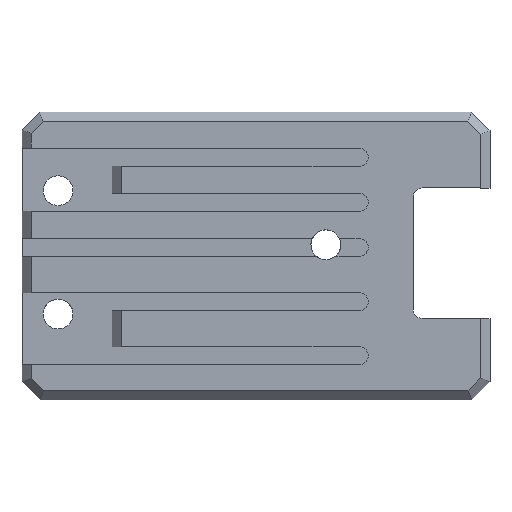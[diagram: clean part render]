
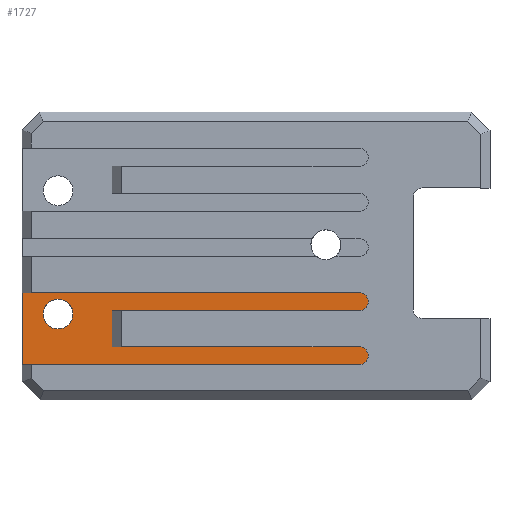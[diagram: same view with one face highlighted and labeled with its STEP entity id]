
A CAD part, top view. The second image highlights one B-rep face of the part: STEP entity #1727.
In plain terms, the highlighted planar face has unit normal (0, 0, 1).
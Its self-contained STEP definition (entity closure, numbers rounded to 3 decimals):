
#25 = DIRECTION ( 'NONE',  ( -1., 0., 0. ) ) ;
#39 = AXIS2_PLACEMENT_3D ( 'NONE', #2018, #3736, #2034 ) ;
#61 = ORIENTED_EDGE ( 'NONE', *, *, #1681, .T. ) ;
#135 = EDGE_CURVE ( 'NONE', #1900, #145, #2066, .T. ) ;
#145 = VERTEX_POINT ( 'NONE', #3190 ) ;
#189 = VECTOR ( 'NONE', #439, 1000. ) ;
#216 = CARTESIAN_POINT ( 'NONE',  ( -3.4, 26.475, 5. ) ) ;
#238 = DIRECTION ( 'NONE',  ( 1., 0., 0. ) ) ;
#239 = DIRECTION ( 'NONE',  ( 0., -1., 0. ) ) ;
#286 = VECTOR ( 'NONE', #239, 1000. ) ;
#318 = CARTESIAN_POINT ( 'NONE',  ( -1.05, 6.05, 5. ) ) ;
#321 = VERTEX_POINT ( 'NONE', #1536 ) ;
#355 = EDGE_CURVE ( 'NONE', #145, #2189, #1887, .T. ) ;
#382 = LINE ( 'NONE', #682, #189 ) ;
#389 = CARTESIAN_POINT ( 'NONE',  ( 33.975, 0.425, 5. ) ) ;
#396 = CARTESIAN_POINT ( 'NONE',  ( -8.842, 6.425, 5. ) ) ;
#398 = ORIENTED_EDGE ( 'NONE', *, *, #355, .T. ) ;
#406 = CIRCLE ( 'NONE', #1622, 1. ) ;
#422 = CARTESIAN_POINT ( 'NONE',  ( 6.6, 2.425, 5. ) ) ;
#439 = DIRECTION ( 'NONE',  ( 1., 0., 0. ) ) ;
#451 = LINE ( 'NONE', #1613, #1568 ) ;
#513 = EDGE_CURVE ( 'NONE', #3638, #1900, #406, .T. ) ;
#526 = DIRECTION ( 'NONE',  ( 1., 0., 0. ) ) ;
#601 = ORIENTED_EDGE ( 'NONE', *, *, #3367, .T. ) ;
#641 = LINE ( 'NONE', #929, #2194 ) ;
#662 = CARTESIAN_POINT ( 'NONE',  ( 0.6, 6.05, 5. ) ) ;
#682 = CARTESIAN_POINT ( 'NONE',  ( -9.151, 0.425, 5. ) ) ;
#686 = AXIS2_PLACEMENT_3D ( 'NONE', #1305, #1251, #1272 ) ;
#712 = CIRCLE ( 'NONE', #39, 1.65 ) ;
#751 = CARTESIAN_POINT ( 'NONE',  ( 33.975, 7.425, 5. ) ) ;
#788 = DIRECTION ( 'NONE',  ( 0., 0., 1. ) ) ;
#814 = ORIENTED_EDGE ( 'NONE', *, *, #1576, .T. ) ;
#880 = CARTESIAN_POINT ( 'NONE',  ( -0.263, 0.425, 5. ) ) ;
#886 = LINE ( 'NONE', #2070, #2235 ) ;
#929 = CARTESIAN_POINT ( 'NONE',  ( 6.6, 7.48, 5. ) ) ;
#955 = VERTEX_POINT ( 'NONE', #2792 ) ;
#982 = EDGE_CURVE ( 'NONE', #1959, #1299, #2608, .T. ) ;
#1036 = FACE_OUTER_BOUND ( 'NONE', #1412, .T. ) ;
#1053 = ORIENTED_EDGE ( 'NONE', *, *, #2822, .T. ) ;
#1056 = CARTESIAN_POINT ( 'NONE',  ( 0., 0., 5. ) ) ;
#1073 = DIRECTION ( 'NONE',  ( -1., 0., 0. ) ) ;
#1120 = CARTESIAN_POINT ( 'NONE',  ( 2.25, 6.05, 5. ) ) ;
#1182 = ORIENTED_EDGE ( 'NONE', *, *, #2183, .T. ) ;
#1250 = DIRECTION ( 'NONE',  ( -1., 0., 0. ) ) ;
#1251 = DIRECTION ( 'NONE',  ( 0., 0., 1. ) ) ;
#1263 = AXIS2_PLACEMENT_3D ( 'NONE', #751, #1953, #526 ) ;
#1272 = DIRECTION ( 'NONE',  ( 1., 0., 0. ) ) ;
#1299 = VERTEX_POINT ( 'NONE', #2804 ) ;
#1305 = CARTESIAN_POINT ( 'NONE',  ( 33.975, 1.425, 5. ) ) ;
#1348 = CARTESIAN_POINT ( 'NONE',  ( 33.975, 1.425, 5. ) ) ;
#1407 = AXIS2_PLACEMENT_3D ( 'NONE', #662, #3056, #2751 ) ;
#1412 = EDGE_LOOP ( 'NONE', ( #814, #601, #3430, #2812, #1494, #398, #3006, #1182, #1546, #1053, #2904, #61 ) ) ;
#1415 = PLANE ( 'NONE',  #2665 ) ;
#1489 = AXIS2_PLACEMENT_3D ( 'NONE', #3745, #3706, #1073 ) ;
#1494 = ORIENTED_EDGE ( 'NONE', *, *, #135, .T. ) ;
#1501 = CARTESIAN_POINT ( 'NONE',  ( 33.975, 6.425, 5. ) ) ;
#1536 = CARTESIAN_POINT ( 'NONE',  ( 33.975, 2.425, 5. ) ) ;
#1546 = ORIENTED_EDGE ( 'NONE', *, *, #982, .T. ) ;
#1548 = VERTEX_POINT ( 'NONE', #318 ) ;
#1557 = DIRECTION ( 'NONE',  ( 1., 0., 0. ) ) ;
#1568 = VECTOR ( 'NONE', #1966, 1000. ) ;
#1576 = EDGE_CURVE ( 'NONE', #321, #2173, #886, .T. ) ;
#1613 = CARTESIAN_POINT ( 'NONE',  ( -9.151, 0.425, 5. ) ) ;
#1622 = AXIS2_PLACEMENT_3D ( 'NONE', #3687, #1964, #1635 ) ;
#1635 = DIRECTION ( 'NONE',  ( 1., 0., 0. ) ) ;
#1681 = EDGE_CURVE ( 'NONE', #2927, #321, #1856, .T. ) ;
#1727 = ADVANCED_FACE ( 'NONE', ( #1036, #3306 ), #1415, .T. ) ;
#1856 = CIRCLE ( 'NONE', #686, 1. ) ;
#1857 = CARTESIAN_POINT ( 'NONE',  ( -3.4, 8.425, 5. ) ) ;
#1887 = LINE ( 'NONE', #2431, #3303 ) ;
#1900 = VERTEX_POINT ( 'NONE', #3513 ) ;
#1953 = DIRECTION ( 'NONE',  ( 0., 0., 1. ) ) ;
#1959 = VERTEX_POINT ( 'NONE', #880 ) ;
#1964 = DIRECTION ( 'NONE',  ( 0., 0., 1. ) ) ;
#1966 = DIRECTION ( 'NONE',  ( 1., 0., 0. ) ) ;
#1999 = ORIENTED_EDGE ( 'NONE', *, *, #3574, .T. ) ;
#2011 = CARTESIAN_POINT ( 'NONE',  ( -3.4, 0.425, 5. ) ) ;
#2018 = CARTESIAN_POINT ( 'NONE',  ( 0.6, 6.05, 5. ) ) ;
#2034 = DIRECTION ( 'NONE',  ( 1., 0., 0. ) ) ;
#2056 = VERTEX_POINT ( 'NONE', #389 ) ;
#2066 = CIRCLE ( 'NONE', #1263, 1. ) ;
#2070 = CARTESIAN_POINT ( 'NONE',  ( -9.151, 2.425, 5. ) ) ;
#2131 = EDGE_CURVE ( 'NONE', #1548, #3538, #3511, .T. ) ;
#2148 = LINE ( 'NONE', #396, #2448 ) ;
#2173 = VERTEX_POINT ( 'NONE', #422 ) ;
#2183 = EDGE_CURVE ( 'NONE', #2848, #1959, #382, .T. ) ;
#2189 = VERTEX_POINT ( 'NONE', #1857 ) ;
#2194 = VECTOR ( 'NONE', #2461, 1000. ) ;
#2235 = VECTOR ( 'NONE', #25, 1000. ) ;
#2337 = CARTESIAN_POINT ( 'NONE',  ( 34.975, 1.425, 5. ) ) ;
#2431 = CARTESIAN_POINT ( 'NONE',  ( -8.842, 8.425, 5. ) ) ;
#2448 = VECTOR ( 'NONE', #1557, 1000. ) ;
#2461 = DIRECTION ( 'NONE',  ( 0., 1., 0. ) ) ;
#2515 = LINE ( 'NONE', #216, #286 ) ;
#2608 = CIRCLE ( 'NONE', #1489, 0.5 ) ;
#2618 = AXIS2_PLACEMENT_3D ( 'NONE', #1348, #788, #3130 ) ;
#2637 = EDGE_LOOP ( 'NONE', ( #2906, #1999 ) ) ;
#2665 = AXIS2_PLACEMENT_3D ( 'NONE', #1056, #2896, #238 ) ;
#2679 = CIRCLE ( 'NONE', #2618, 1. ) ;
#2700 = EDGE_CURVE ( 'NONE', #2056, #2927, #2679, .T. ) ;
#2706 = EDGE_CURVE ( 'NONE', #2189, #2848, #2515, .T. ) ;
#2751 = DIRECTION ( 'NONE',  ( 1., 0., 0. ) ) ;
#2792 = CARTESIAN_POINT ( 'NONE',  ( 6.6, 6.425, 5. ) ) ;
#2804 = CARTESIAN_POINT ( 'NONE',  ( 0.263, 0.425, 5. ) ) ;
#2812 = ORIENTED_EDGE ( 'NONE', *, *, #513, .T. ) ;
#2822 = EDGE_CURVE ( 'NONE', #1299, #2056, #451, .T. ) ;
#2848 = VERTEX_POINT ( 'NONE', #2011 ) ;
#2896 = DIRECTION ( 'NONE',  ( 0., 0., 1. ) ) ;
#2904 = ORIENTED_EDGE ( 'NONE', *, *, #2700, .T. ) ;
#2906 = ORIENTED_EDGE ( 'NONE', *, *, #2131, .T. ) ;
#2927 = VERTEX_POINT ( 'NONE', #2337 ) ;
#3006 = ORIENTED_EDGE ( 'NONE', *, *, #2706, .T. ) ;
#3056 = DIRECTION ( 'NONE',  ( 0., 0., -1. ) ) ;
#3130 = DIRECTION ( 'NONE',  ( 1., 0., 0. ) ) ;
#3190 = CARTESIAN_POINT ( 'NONE',  ( 33.975, 8.425, 5. ) ) ;
#3303 = VECTOR ( 'NONE', #1250, 1000. ) ;
#3306 = FACE_BOUND ( 'NONE', #2637, .T. ) ;
#3367 = EDGE_CURVE ( 'NONE', #2173, #955, #641, .T. ) ;
#3430 = ORIENTED_EDGE ( 'NONE', *, *, #3768, .T. ) ;
#3511 = CIRCLE ( 'NONE', #1407, 1.65 ) ;
#3513 = CARTESIAN_POINT ( 'NONE',  ( 34.975, 7.425, 5. ) ) ;
#3538 = VERTEX_POINT ( 'NONE', #1120 ) ;
#3574 = EDGE_CURVE ( 'NONE', #3538, #1548, #712, .T. ) ;
#3638 = VERTEX_POINT ( 'NONE', #1501 ) ;
#3687 = CARTESIAN_POINT ( 'NONE',  ( 33.975, 7.425, 5. ) ) ;
#3706 = DIRECTION ( 'NONE',  ( 0., 0., -1. ) ) ;
#3736 = DIRECTION ( 'NONE',  ( 0., 0., -1. ) ) ;
#3745 = CARTESIAN_POINT ( 'NONE',  ( 0., 0., 5. ) ) ;
#3768 = EDGE_CURVE ( 'NONE', #955, #3638, #2148, .T. ) ;
